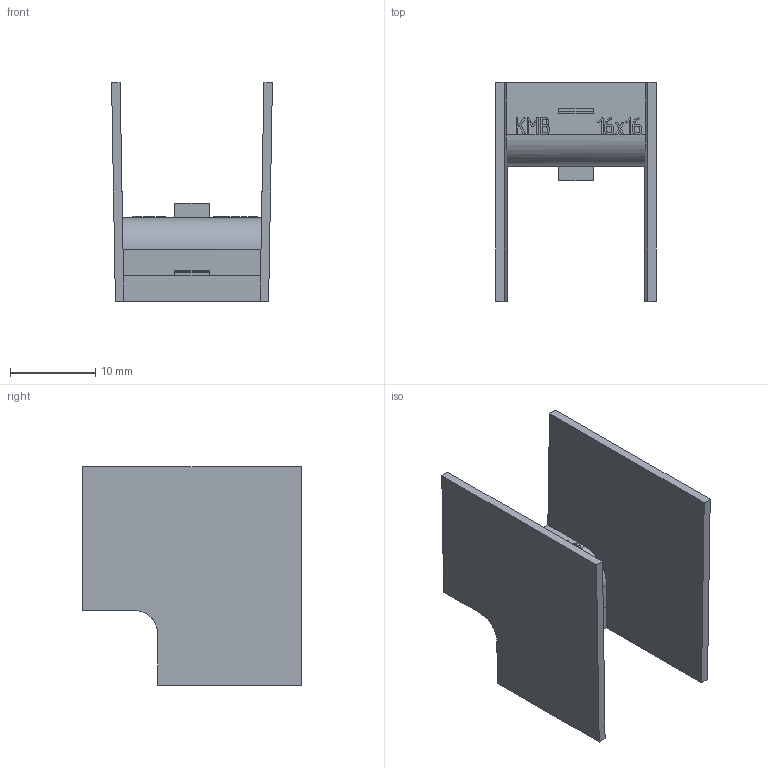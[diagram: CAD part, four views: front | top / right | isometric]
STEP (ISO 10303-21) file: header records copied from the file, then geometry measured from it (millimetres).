
FILE_DESCRIPTION (( 'STEP AP214' ), '1' );
FILE_NAME ('ÊÌÂ 16õ16 (3 î÷åðåäü)_èçì.1.STEP', '2016-06-20T08:40:21', ( '' ), ( '' ), 'SwSTEP 2.0', 'SolidWorks 2014', '' );
FILE_SCHEMA (( 'AUTOMOTIVE_DESIGN' ));
Length unit declared in the file: millimetre
Products named in the file (1): ÊÌÂ 16õ16 (3 î÷åðåäü)_èçì.1
Bounding box: 18.9 x 25.7 x 25.7 mm (x, y, z)
Volume: 1454.4 mm3; surface area: 3154.9 mm2
Topology: 1 solids, 1 shells, 264 faces, 744 edges, 492 vertices
Faces by surface type: plane 164, bspline 92, cylinder 8
Entity records: 10937 total; most frequent: CARTESIAN_POINT 4746, ORIENTED_EDGE 1488, DIRECTION 898, EDGE_CURVE 744, VECTOR 534, LINE 534, VERTEX_POINT 492, EDGE_LOOP 274
